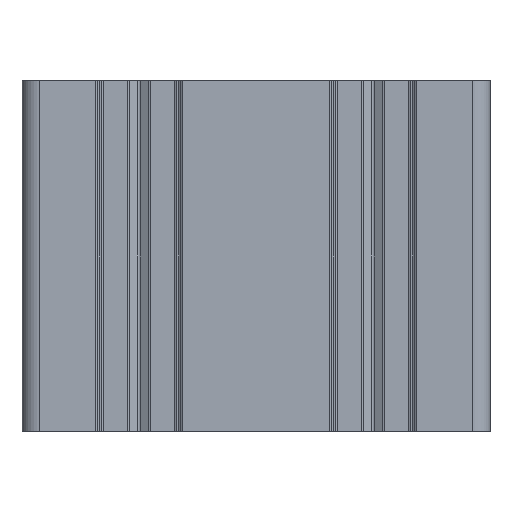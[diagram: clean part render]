
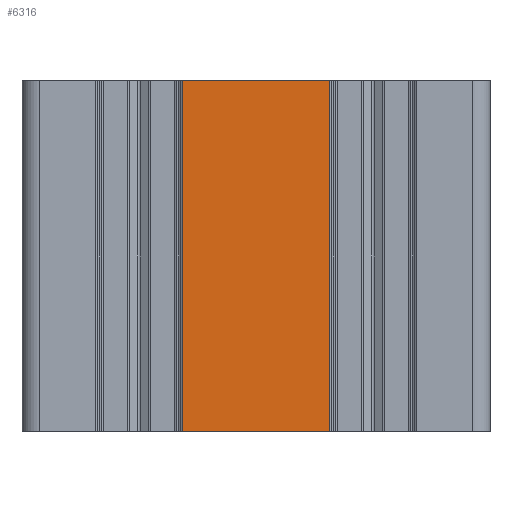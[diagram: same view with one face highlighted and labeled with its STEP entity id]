
A CAD part, left-side view. The second image highlights one B-rep face of the part: STEP entity #6316.
In plain terms, the highlighted planar face has unit normal (-1, 0, 0).
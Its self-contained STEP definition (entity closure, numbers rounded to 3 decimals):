
#84 = VERTEX_POINT ( 'NONE', #11672 ) ;
#365 = CARTESIAN_POINT ( 'NONE',  ( -10., -16.25, 30. ) ) ;
#559 = DIRECTION ( 'NONE',  ( -1., 0., 0. ) ) ;
#601 = DIRECTION ( 'NONE',  ( 0., 0., -1. ) ) ;
#1154 = ORIENTED_EDGE ( 'NONE', *, *, #14136, .T. ) ;
#1723 = DIRECTION ( 'NONE',  ( 0., 1., 0. ) ) ;
#1747 = VERTEX_POINT ( 'NONE', #12453 ) ;
#1879 = EDGE_CURVE ( 'NONE', #6799, #84, #14427, .T. ) ;
#2364 = LINE ( 'NONE', #15679, #7818 ) ;
#2472 = VERTEX_POINT ( 'NONE', #10735 ) ;
#2979 = ORIENTED_EDGE ( 'NONE', *, *, #7954, .F. ) ;
#3012 = DIRECTION ( 'NONE',  ( 0., 0., 1. ) ) ;
#3173 = CARTESIAN_POINT ( 'NONE',  ( -10., -16.25, 30. ) ) ;
#4305 = DIRECTION ( 'NONE',  ( 0., 1., 0. ) ) ;
#4315 = PLANE ( 'NONE',  #5238 ) ;
#4337 = EDGE_CURVE ( 'NONE', #6799, #2472, #7591, .T. ) ;
#4440 = DIRECTION ( 'NONE',  ( 0., 0., -1. ) ) ;
#5238 = AXIS2_PLACEMENT_3D ( 'NONE', #3173, #559, #3012 ) ;
#5475 = LINE ( 'NONE', #9169, #14884 ) ;
#6316 = ADVANCED_FACE ( 'NONE', ( #11465 ), #4315, .T. ) ;
#6799 = VERTEX_POINT ( 'NONE', #9855 ) ;
#7591 = LINE ( 'NONE', #11728, #13713 ) ;
#7818 = VECTOR ( 'NONE', #4440, 1000. ) ;
#7919 = EDGE_LOOP ( 'NONE', ( #2979, #10467, #15023, #1154 ) ) ;
#7954 = EDGE_CURVE ( 'NONE', #2472, #1747, #5475, .T. ) ;
#9169 = CARTESIAN_POINT ( 'NONE',  ( -10., -16.25, 0. ) ) ;
#9855 = CARTESIAN_POINT ( 'NONE',  ( -10., -16.25, 30. ) ) ;
#10467 = ORIENTED_EDGE ( 'NONE', *, *, #4337, .F. ) ;
#10735 = CARTESIAN_POINT ( 'NONE',  ( -10., -16.25, 0. ) ) ;
#11465 = FACE_OUTER_BOUND ( 'NONE', #7919, .T. ) ;
#11672 = CARTESIAN_POINT ( 'NONE',  ( -10., -3.75, 30. ) ) ;
#11728 = CARTESIAN_POINT ( 'NONE',  ( -10., -16.25, 30. ) ) ;
#12453 = CARTESIAN_POINT ( 'NONE',  ( -10., -3.75, 0. ) ) ;
#13661 = VECTOR ( 'NONE', #1723, 1000. ) ;
#13713 = VECTOR ( 'NONE', #601, 1000. ) ;
#14136 = EDGE_CURVE ( 'NONE', #84, #1747, #2364, .T. ) ;
#14427 = LINE ( 'NONE', #365, #13661 ) ;
#14884 = VECTOR ( 'NONE', #4305, 1000. ) ;
#15023 = ORIENTED_EDGE ( 'NONE', *, *, #1879, .T. ) ;
#15679 = CARTESIAN_POINT ( 'NONE',  ( -10., -3.75, 30. ) ) ;
